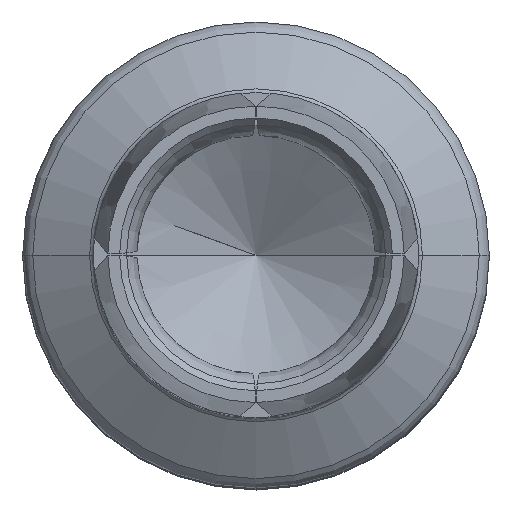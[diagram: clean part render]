
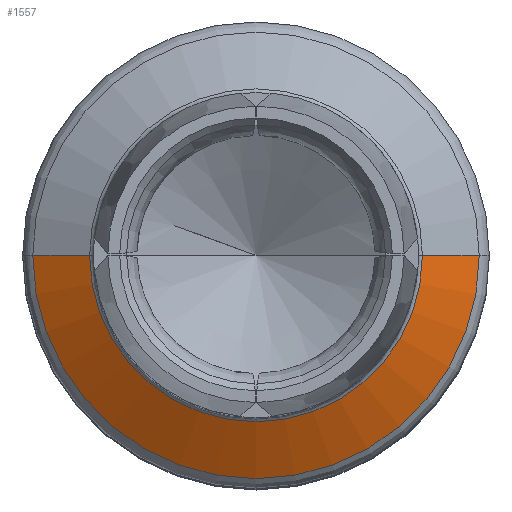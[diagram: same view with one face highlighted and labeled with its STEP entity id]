
A CAD part, top view. The second image highlights one B-rep face of the part: STEP entity #1557.
In plain terms, the highlighted conical face has half-angle 60 degrees and reference radius 4.8 mm.
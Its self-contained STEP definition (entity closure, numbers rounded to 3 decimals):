
#263=DIRECTION('',(-0.866,0.,-0.5));
#264=VECTOR('',#263,1.616);
#265=CARTESIAN_POINT('',(-4.1,0.,
2.542));
#266=LINE('',#265,#264);
#272=DIRECTION('',(-0.866,0.,0.5));
#273=VECTOR('',#272,1.616);
#274=CARTESIAN_POINT('',(5.5,0.,1.734));
#275=LINE('',#274,#273);
#286=CARTESIAN_POINT('',(0.,0.,2.542));
#287=DIRECTION('',(0.,0.,1.));
#288=DIRECTION('',(-1.,0.,0.));
#289=AXIS2_PLACEMENT_3D('',#286,#287,#288);
#291=CARTESIAN_POINT('',(0.,0.,1.734));
#292=DIRECTION('',(0.,0.,-1.));
#293=DIRECTION('',(1.,0.,0.));
#294=AXIS2_PLACEMENT_3D('',#291,#292,#293);
#1014=CARTESIAN_POINT('',(5.5,0.,1.734));
#1015=CARTESIAN_POINT('',(-5.5,0.,1.734));
#1016=VERTEX_POINT('',#1014);
#1017=VERTEX_POINT('',#1015);
#1018=CARTESIAN_POINT('',(-4.1,0.,2.542));
#1019=CARTESIAN_POINT('',(4.1,0.,2.542));
#1020=VERTEX_POINT('',#1018);
#1021=VERTEX_POINT('',#1019);
#1546=CARTESIAN_POINT('',(0.,0.,2.138));
#1547=DIRECTION('',(0.,0.,-1.));
#1548=DIRECTION('',(1.,0.,0.));
#1549=AXIS2_PLACEMENT_3D('',#1546,#1547,#1548);
#1550=CONICAL_SURFACE('',#1549,4.8,60.);
#1551=ORIENTED_EDGE('',*,*,#1537,.T.);
#1552=ORIENTED_EDGE('',*,*,#1512,.F.);
#1553=ORIENTED_EDGE('',*,*,#1469,.T.);
#1554=ORIENTED_EDGE('',*,*,#1509,.F.);
#1555=EDGE_LOOP('',(#1551,#1552,#1553,#1554));
#1556=FACE_OUTER_BOUND('',#1555,.F.);
#1557=ADVANCED_FACE('',(#1556),#1550,.T.);
#290=CIRCLE('',#289,4.1);
#295=CIRCLE('',#294,5.5);
#1469=EDGE_CURVE('',#1016,#1017,#295,.T.);
#1509=EDGE_CURVE('',#1020,#1017,#266,.T.);
#1512=EDGE_CURVE('',#1016,#1021,#275,.T.);
#1537=EDGE_CURVE('',#1020,#1021,#290,.T.);
